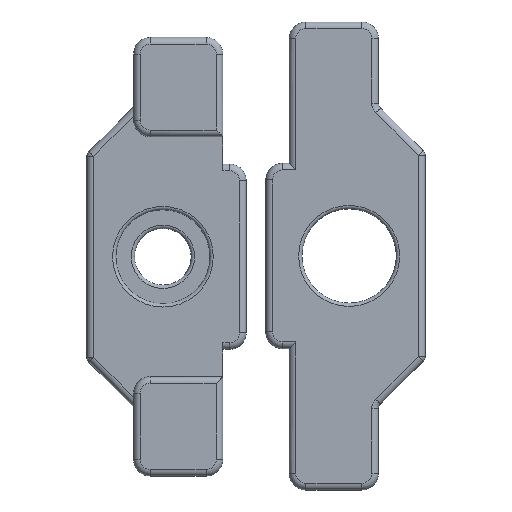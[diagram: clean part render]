
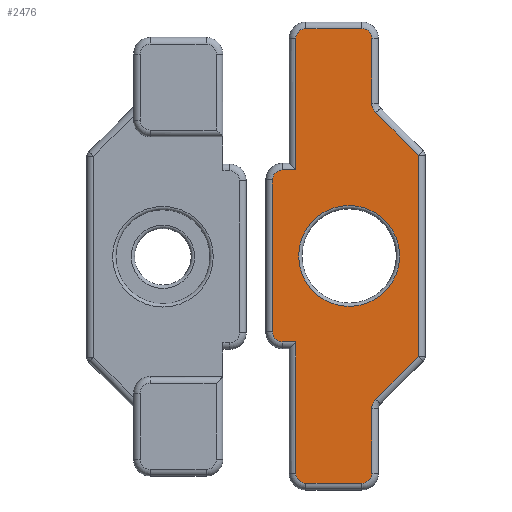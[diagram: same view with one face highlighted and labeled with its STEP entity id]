
A CAD part, top view. The second image highlights one B-rep face of the part: STEP entity #2476.
In plain terms, the highlighted planar face has unit normal (0, 0, 1).
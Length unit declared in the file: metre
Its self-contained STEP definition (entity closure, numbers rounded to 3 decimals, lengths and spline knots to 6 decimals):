
#256=CIRCLE('',#2771,0.007575);
#257=CIRCLE('',#2772,0.0015);
#258=CIRCLE('',#2773,0.0015);
#259=CIRCLE('',#2774,0.0015);
#260=CIRCLE('',#2775,0.0015);
#261=CIRCLE('',#2776,0.002);
#262=CIRCLE('',#2777,0.002);
#263=CIRCLE('',#2778,0.0015);
#264=CIRCLE('',#2779,0.0015);
#796=ORIENTED_EDGE('',*,*,#1312,.T.);
#797=ORIENTED_EDGE('',*,*,#1313,.T.);
#798=ORIENTED_EDGE('',*,*,#1314,.T.);
#799=ORIENTED_EDGE('',*,*,#1315,.T.);
#800=ORIENTED_EDGE('',*,*,#1316,.T.);
#801=ORIENTED_EDGE('',*,*,#1317,.T.);
#802=ORIENTED_EDGE('',*,*,#1318,.T.);
#803=ORIENTED_EDGE('',*,*,#1319,.T.);
#804=ORIENTED_EDGE('',*,*,#1320,.T.);
#805=ORIENTED_EDGE('',*,*,#1321,.T.);
#806=ORIENTED_EDGE('',*,*,#1322,.T.);
#807=ORIENTED_EDGE('',*,*,#1323,.F.);
#808=ORIENTED_EDGE('',*,*,#1324,.T.);
#809=ORIENTED_EDGE('',*,*,#1325,.T.);
#810=ORIENTED_EDGE('',*,*,#1326,.T.);
#811=ORIENTED_EDGE('',*,*,#1327,.F.);
#812=ORIENTED_EDGE('',*,*,#1328,.T.);
#813=ORIENTED_EDGE('',*,*,#1329,.T.);
#814=ORIENTED_EDGE('',*,*,#1330,.T.);
#815=ORIENTED_EDGE('',*,*,#1331,.T.);
#816=ORIENTED_EDGE('',*,*,#1332,.T.);
#1312=EDGE_CURVE('',#1589,#1589,#256,.F.);
#1313=EDGE_CURVE('',#1590,#1591,#1778,.F.);
#1314=EDGE_CURVE('',#1591,#1592,#257,.T.);
#1315=EDGE_CURVE('',#1592,#1593,#1779,.F.);
#1316=EDGE_CURVE('',#1593,#1594,#258,.T.);
#1317=EDGE_CURVE('',#1594,#1595,#1780,.T.);
#1318=EDGE_CURVE('',#1595,#1596,#1781,.T.);
#1319=EDGE_CURVE('',#1596,#1597,#259,.T.);
#1320=EDGE_CURVE('',#1597,#1598,#1782,.T.);
#1321=EDGE_CURVE('',#1598,#1599,#260,.T.);
#1322=EDGE_CURVE('',#1599,#1600,#1783,.F.);
#1323=EDGE_CURVE('',#1601,#1600,#261,.T.);
#1324=EDGE_CURVE('',#1601,#1602,#1784,.T.);
#1325=EDGE_CURVE('',#1602,#1603,#1785,.T.);
#1326=EDGE_CURVE('',#1603,#1604,#1786,.F.);
#1327=EDGE_CURVE('',#1605,#1604,#262,.T.);
#1328=EDGE_CURVE('',#1605,#1606,#1787,.T.);
#1329=EDGE_CURVE('',#1606,#1607,#263,.T.);
#1330=EDGE_CURVE('',#1607,#1608,#1788,.T.);
#1331=EDGE_CURVE('',#1608,#1609,#264,.T.);
#1332=EDGE_CURVE('',#1609,#1590,#1789,.F.);
#1589=VERTEX_POINT('',#4334);
#1590=VERTEX_POINT('',#4336);
#1591=VERTEX_POINT('',#4337);
#1592=VERTEX_POINT('',#4339);
#1593=VERTEX_POINT('',#4341);
#1594=VERTEX_POINT('',#4343);
#1595=VERTEX_POINT('',#4345);
#1596=VERTEX_POINT('',#4347);
#1597=VERTEX_POINT('',#4349);
#1598=VERTEX_POINT('',#4351);
#1599=VERTEX_POINT('',#4353);
#1600=VERTEX_POINT('',#4355);
#1601=VERTEX_POINT('',#4357);
#1602=VERTEX_POINT('',#4359);
#1603=VERTEX_POINT('',#4361);
#1604=VERTEX_POINT('',#4363);
#1605=VERTEX_POINT('',#4365);
#1606=VERTEX_POINT('',#4367);
#1607=VERTEX_POINT('',#4369);
#1608=VERTEX_POINT('',#4371);
#1609=VERTEX_POINT('',#4373);
#1778=LINE('',#4335,#1949);
#1779=LINE('',#4340,#1950);
#1780=LINE('',#4344,#1951);
#1781=LINE('',#4346,#1952);
#1782=LINE('',#4350,#1953);
#1783=LINE('',#4354,#1954);
#1784=LINE('',#4358,#1955);
#1785=LINE('',#4360,#1956);
#1786=LINE('',#4362,#1957);
#1787=LINE('',#4366,#1958);
#1788=LINE('',#4370,#1959);
#1789=LINE('',#4374,#1960);
#1949=VECTOR('',#3477,1.);
#1950=VECTOR('',#3480,1.);
#1951=VECTOR('',#3483,1.);
#1952=VECTOR('',#3484,1.);
#1953=VECTOR('',#3487,1.);
#1954=VECTOR('',#3490,1.);
#1955=VECTOR('',#3493,1.);
#1956=VECTOR('',#3494,1.);
#1957=VECTOR('',#3495,1.);
#1958=VECTOR('',#3498,1.);
#1959=VECTOR('',#3501,1.);
#1960=VECTOR('',#3504,1.);
#2094=EDGE_LOOP('',(#796));
#2095=EDGE_LOOP('',(#797,#798,#799,#800,#801,#802,#803,#804,#805,#806,#807,
#808,#809,#810,#811,#812,#813,#814,#815,#816));
#2271=FACE_BOUND('',#2094,.T.);
#2272=FACE_BOUND('',#2095,.T.);
#2368=PLANE('',#2770);
#2476=ADVANCED_FACE('',(#2271,#2272),#2368,.T.);
#2770=AXIS2_PLACEMENT_3D('',#4332,#3473,#3474);
#2771=AXIS2_PLACEMENT_3D('',#4333,#3475,#3476);
#2772=AXIS2_PLACEMENT_3D('',#4338,#3478,#3479);
#2773=AXIS2_PLACEMENT_3D('',#4342,#3481,#3482);
#2774=AXIS2_PLACEMENT_3D('',#4348,#3485,#3486);
#2775=AXIS2_PLACEMENT_3D('',#4352,#3488,#3489);
#2776=AXIS2_PLACEMENT_3D('',#4356,#3491,#3492);
#2777=AXIS2_PLACEMENT_3D('',#4364,#3496,#3497);
#2778=AXIS2_PLACEMENT_3D('',#4368,#3499,#3500);
#2779=AXIS2_PLACEMENT_3D('',#4372,#3502,#3503);
#3473=DIRECTION('',(0.,0.,1.));
#3474=DIRECTION('',(0.,-1.,0.));
#3475=DIRECTION('',(0.,0.,1.));
#3476=DIRECTION('',(0.,-1.,0.));
#3477=DIRECTION('',(1.,0.,0.));
#3478=DIRECTION('',(0.,0.,1.));
#3479=DIRECTION('',(0.,-1.,0.));
#3480=DIRECTION('',(0.,1.,0.));
#3481=DIRECTION('',(0.,0.,1.));
#3482=DIRECTION('',(0.,-1.,0.));
#3483=DIRECTION('',(1.,0.,0.));
#3484=DIRECTION('',(0.,-1.,0.));
#3485=DIRECTION('',(0.,0.,1.));
#3486=DIRECTION('',(0.,-1.,0.));
#3487=DIRECTION('',(1.,0.,0.));
#3488=DIRECTION('',(0.,0.,1.));
#3489=DIRECTION('',(0.,-1.,0.));
#3490=DIRECTION('',(0.,-1.,0.));
#3491=DIRECTION('',(0.,0.,1.));
#3492=DIRECTION('',(0.,-1.,0.));
#3493=DIRECTION('',(0.707,0.707,0.));
#3494=DIRECTION('',(0.,1.,0.));
#3495=DIRECTION('',(0.707,-0.707,0.));
#3496=DIRECTION('',(0.,0.,1.));
#3497=DIRECTION('',(0.,-1.,0.));
#3498=DIRECTION('',(0.,1.,0.));
#3499=DIRECTION('',(0.,0.,1.));
#3500=DIRECTION('',(0.,-1.,0.));
#3501=DIRECTION('',(-1.,0.,0.));
#3502=DIRECTION('',(0.,0.,1.));
#3503=DIRECTION('',(0.,-1.,0.));
#3504=DIRECTION('',(0.,1.,0.));
#4332=CARTESIAN_POINT('',(0.068733,0.0486,0.005));
#4333=CARTESIAN_POINT('',(0.0774,0.0486,0.005));
#4334=CARTESIAN_POINT('',(0.0774,0.041025,0.005));
#4335=CARTESIAN_POINT('',(0.068733,0.0615,0.005));
#4336=CARTESIAN_POINT('',(0.0694,0.0615,0.005));
#4337=CARTESIAN_POINT('',(0.0674,0.0615,0.005));
#4338=CARTESIAN_POINT('',(0.0674,0.06,0.005));
#4339=CARTESIAN_POINT('',(0.0659,0.06,0.005));
#4340=CARTESIAN_POINT('',(0.0659,0.0486,0.005));
#4341=CARTESIAN_POINT('',(0.0659,0.0372,0.005));
#4342=CARTESIAN_POINT('',(0.0674,0.0372,0.005));
#4343=CARTESIAN_POINT('',(0.0674,0.0357,0.005));
#4344=CARTESIAN_POINT('',(0.0684,0.0357,0.005));
#4345=CARTESIAN_POINT('',(0.0694,0.0357,0.005));
#4346=CARTESIAN_POINT('',(0.0694,0.016,0.005));
#4347=CARTESIAN_POINT('',(0.0694,0.016,0.005));
#4348=CARTESIAN_POINT('',(0.0709,0.016,0.005));
#4349=CARTESIAN_POINT('',(0.0709,0.0145,0.005));
#4350=CARTESIAN_POINT('',(0.0793,0.0145,0.005));
#4351=CARTESIAN_POINT('',(0.0793,0.0145,0.005));
#4352=CARTESIAN_POINT('',(0.0793,0.016,0.005));
#4353=CARTESIAN_POINT('',(0.0808,0.016,0.005));
#4354=CARTESIAN_POINT('',(0.0808,0.0486,0.005));
#4355=CARTESIAN_POINT('',(0.0808,0.025686,0.005));
#4356=CARTESIAN_POINT('',(0.0828,0.025686,0.005));
#4357=CARTESIAN_POINT('',(0.081386,0.0271,0.005));
#4358=CARTESIAN_POINT('',(0.085809,0.031524,0.005));
#4359=CARTESIAN_POINT('',(0.0878,0.033514,0.005));
#4360=CARTESIAN_POINT('',(0.0878,0.0641,0.005));
#4361=CARTESIAN_POINT('',(0.0878,0.063686,0.005));
#4362=CARTESIAN_POINT('',(0.085809,0.065676,0.005));
#4363=CARTESIAN_POINT('',(0.081386,0.0701,0.005));
#4364=CARTESIAN_POINT('',(0.0828,0.071514,0.005));
#4365=CARTESIAN_POINT('',(0.0808,0.071514,0.005));
#4366=CARTESIAN_POINT('',(0.0808,0.0812,0.005));
#4367=CARTESIAN_POINT('',(0.0808,0.0812,0.005));
#4368=CARTESIAN_POINT('',(0.0793,0.0812,0.005));
#4369=CARTESIAN_POINT('',(0.0793,0.0827,0.005));
#4370=CARTESIAN_POINT('',(0.0709,0.0827,0.005));
#4371=CARTESIAN_POINT('',(0.0709,0.0827,0.005));
#4372=CARTESIAN_POINT('',(0.0709,0.0812,0.005));
#4373=CARTESIAN_POINT('',(0.0694,0.0812,0.005));
#4374=CARTESIAN_POINT('',(0.0694,0.0486,0.005));
